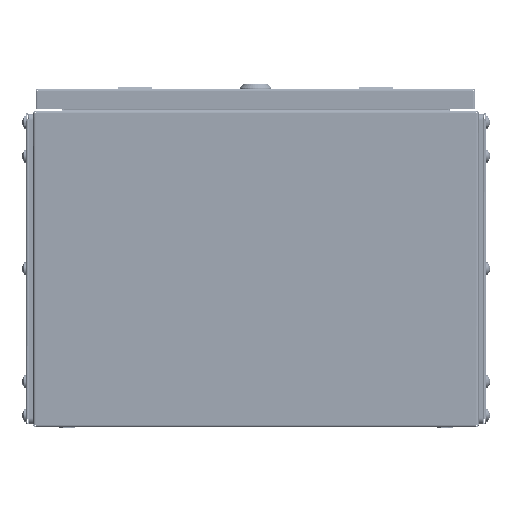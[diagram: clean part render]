
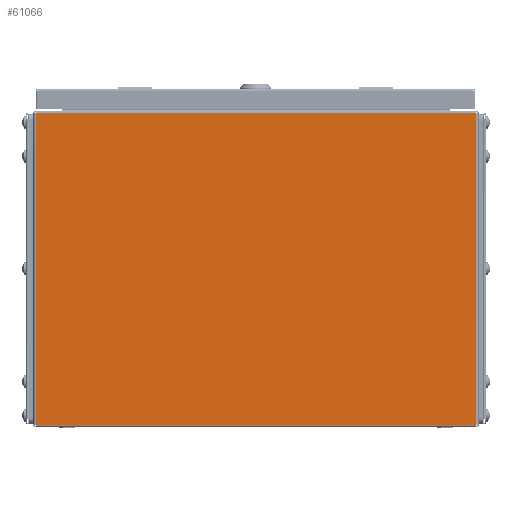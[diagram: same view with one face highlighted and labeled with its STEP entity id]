
A CAD part, left-side view. The second image highlights one B-rep face of the part: STEP entity #61066.
In plain terms, the highlighted planar face has unit normal (-1, 0, 0).
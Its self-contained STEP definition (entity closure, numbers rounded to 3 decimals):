
#5844 = DIRECTION ( 'NONE',  ( 0., 0., -1. ) ) ;
#5962 = LINE ( 'NONE', #81538, #36801 ) ;
#12172 = EDGE_CURVE ( 'NONE', #35957, #51891, #5962, .T. ) ;
#12257 = ORIENTED_EDGE ( 'NONE', *, *, #35901, .F. ) ;
#13043 = ORIENTED_EDGE ( 'NONE', *, *, #32131, .T. ) ;
#13133 = LINE ( 'NONE', #62270, #78367 ) ;
#13552 = CARTESIAN_POINT ( 'NONE',  ( -250., -195.5, 1. ) ) ;
#16793 = VERTEX_POINT ( 'NONE', #74229 ) ;
#19754 = EDGE_LOOP ( 'NONE', ( #13043, #81977, #12257, #53507 ) ) ;
#23742 = DIRECTION ( 'NONE',  ( 0., 1., 0. ) ) ;
#26223 = FACE_OUTER_BOUND ( 'NONE', #19754, .T. ) ;
#32131 = EDGE_CURVE ( 'NONE', #16793, #35957, #61701, .T. ) ;
#32171 = DIRECTION ( 'NONE',  ( 0., 0., 1. ) ) ;
#33733 = DIRECTION ( 'NONE',  ( 0., 0., -1. ) ) ;
#35558 = VECTOR ( 'NONE', #23742, 1000. ) ;
#35901 = EDGE_CURVE ( 'NONE', #40200, #51891, #66845, .T. ) ;
#35957 = VERTEX_POINT ( 'NONE', #79347 ) ;
#36801 = VECTOR ( 'NONE', #33733, 1000. ) ;
#39004 = DIRECTION ( 'NONE',  ( 0., 1., 0. ) ) ;
#39449 = CARTESIAN_POINT ( 'NONE',  ( -250., -195.5, 277.5 ) ) ;
#39658 = PLANE ( 'NONE',  #70740 ) ;
#40200 = VERTEX_POINT ( 'NONE', #13552 ) ;
#47360 = VECTOR ( 'NONE', #39004, 1000. ) ;
#50464 = EDGE_CURVE ( 'NONE', #40200, #16793, #13133, .T. ) ;
#51891 = VERTEX_POINT ( 'NONE', #60917 ) ;
#53507 = ORIENTED_EDGE ( 'NONE', *, *, #50464, .T. ) ;
#54492 = CARTESIAN_POINT ( 'NONE',  ( -250., 0., 0. ) ) ;
#60917 = CARTESIAN_POINT ( 'NONE',  ( -250., 195.5, 1. ) ) ;
#61066 = ADVANCED_FACE ( 'NONE', ( #26223 ), #39658, .F. ) ;
#61701 = LINE ( 'NONE', #39449, #47360 ) ;
#62270 = CARTESIAN_POINT ( 'NONE',  ( -250., -195.5, 0. ) ) ;
#66845 = LINE ( 'NONE', #80283, #35558 ) ;
#67961 = DIRECTION ( 'NONE',  ( 1., 0., 0. ) ) ;
#70740 = AXIS2_PLACEMENT_3D ( 'NONE', #54492, #67961, #5844 ) ;
#74229 = CARTESIAN_POINT ( 'NONE',  ( -250., -195.5, 277.5 ) ) ;
#78367 = VECTOR ( 'NONE', #32171, 1000. ) ;
#79347 = CARTESIAN_POINT ( 'NONE',  ( -250., 195.5, 277.5 ) ) ;
#80283 = CARTESIAN_POINT ( 'NONE',  ( -250., 195.5, 1. ) ) ;
#81538 = CARTESIAN_POINT ( 'NONE',  ( -250., 195.5, 0. ) ) ;
#81977 = ORIENTED_EDGE ( 'NONE', *, *, #12172, .T. ) ;
